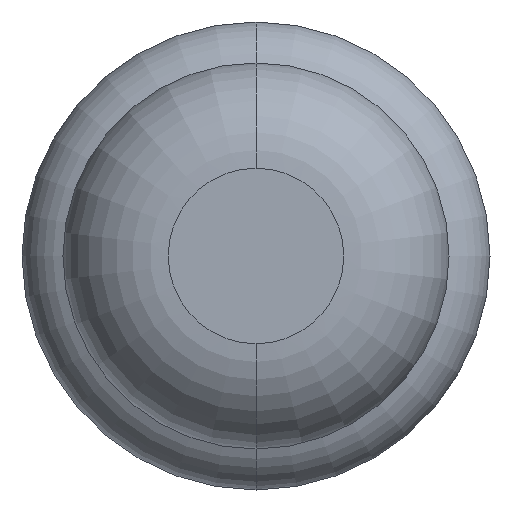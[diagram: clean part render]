
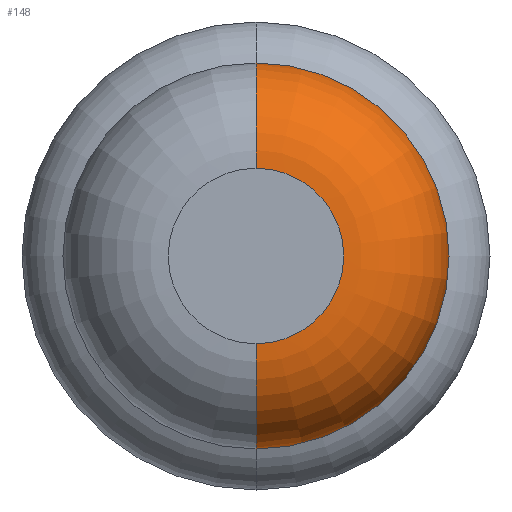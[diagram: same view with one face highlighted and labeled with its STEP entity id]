
A CAD part, front view. The second image highlights one B-rep face of the part: STEP entity #148.
In plain terms, the highlighted toroidal (fillet/blend) face has major radius 0.375 mm and minor radius 0.45 mm.
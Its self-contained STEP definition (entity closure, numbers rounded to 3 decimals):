
#58 = DIRECTION ( 'NONE',  ( 0., 1., 0. ) ) ;
#126 = AXIS2_PLACEMENT_3D ( 'NONE', #130, #2220, #1671 ) ;
#130 = CARTESIAN_POINT ( 'NONE',  ( 0., -25.55, -0.375 ) ) ;
#148 = ADVANCED_FACE ( 'Defeature ausgef�hrt3_7', ( #3062 ), #1713, .T. ) ;
#231 = DIRECTION ( 'NONE',  ( 0., 0., 1. ) ) ;
#447 = CIRCLE ( 'NONE', #3296, 0.375 ) ;
#510 = CARTESIAN_POINT ( 'NONE',  ( 0., -25.55, 0. ) ) ;
#517 = VERTEX_POINT ( 'NONE', #2882 ) ;
#629 = AXIS2_PLACEMENT_3D ( 'NONE', #1272, #2004, #231 ) ;
#832 = DIRECTION ( 'NONE',  ( 0., 0., 1. ) ) ;
#867 = ORIENTED_EDGE ( 'NONE', *, *, #2119, .F. ) ;
#943 = ORIENTED_EDGE ( 'NONE', *, *, #3047, .T. ) ;
#1026 = CIRCLE ( 'NONE', #126, 0.45 ) ;
#1210 = VERTEX_POINT ( 'NONE', #2947 ) ;
#1272 = CARTESIAN_POINT ( 'NONE',  ( 0., -25.55, 0.375 ) ) ;
#1305 = DIRECTION ( 'NONE',  ( 0., 0., 1. ) ) ;
#1381 = AXIS2_PLACEMENT_3D ( 'NONE', #510, #2832, #1305 ) ;
#1615 = ORIENTED_EDGE ( 'NONE', *, *, #1716, .F. ) ;
#1671 = DIRECTION ( 'NONE',  ( 0., 0., -1. ) ) ;
#1713 = TOROIDAL_SURFACE ( 'NONE', #1381, 0.375, 0.45 ) ;
#1716 = EDGE_CURVE ( 'NONE', #2909, #1210, #2369, .T. ) ;
#1755 = CARTESIAN_POINT ( 'NONE',  ( 0., -26., -0.375 ) ) ;
#1794 = DIRECTION ( 'NONE',  ( 0., 0., 1. ) ) ;
#1807 = CIRCLE ( 'NONE', #2126, 0.825 ) ;
#2004 = DIRECTION ( 'NONE',  ( -1., 0., 0. ) ) ;
#2045 = CARTESIAN_POINT ( 'NONE',  ( 0., -25.55, 0. ) ) ;
#2119 = EDGE_CURVE ( 'Defeature ausgef�hrt3_8+Defeature ausgef�hrt3_7+Defeature ausgef�hrt3_7+Defeature ausgef�hrt3_7', #1210, #517, #1807, .T. ) ;
#2126 = AXIS2_PLACEMENT_3D ( 'NONE', #2045, #3055, #1794 ) ;
#2127 = ORIENTED_EDGE ( 'NONE', *, *, #3107, .T. ) ;
#2220 = DIRECTION ( 'NONE',  ( 1., 0., 0. ) ) ;
#2369 = CIRCLE ( 'NONE', #629, 0.45 ) ;
#2527 = VERTEX_POINT ( 'NONE', #1755 ) ;
#2603 = EDGE_LOOP ( 'NONE', ( #943, #2127, #867, #1615 ) ) ;
#2655 = CARTESIAN_POINT ( 'NONE',  ( 0., -26., 0. ) ) ;
#2714 = CARTESIAN_POINT ( 'NONE',  ( 0., -26., 0.375 ) ) ;
#2832 = DIRECTION ( 'NONE',  ( 0., 1., 0. ) ) ;
#2882 = CARTESIAN_POINT ( 'NONE',  ( 0., -25.55, -0.825 ) ) ;
#2909 = VERTEX_POINT ( 'NONE', #2714 ) ;
#2947 = CARTESIAN_POINT ( 'NONE',  ( 0., -25.55, 0.825 ) ) ;
#3047 = EDGE_CURVE ( 'Defeature ausgef�hrt3_7+Defeature ausgef�hrt3_6+Defeature ausgef�hrt3_6+Defeature ausgef�hrt3_6', #2909, #2527, #447, .T. ) ;
#3055 = DIRECTION ( 'NONE',  ( 0., 1., 0. ) ) ;
#3062 = FACE_OUTER_BOUND ( 'NONE', #2603, .T. ) ;
#3107 = EDGE_CURVE ( 'NONE', #2527, #517, #1026, .T. ) ;
#3296 = AXIS2_PLACEMENT_3D ( 'NONE', #2655, #58, #832 ) ;
